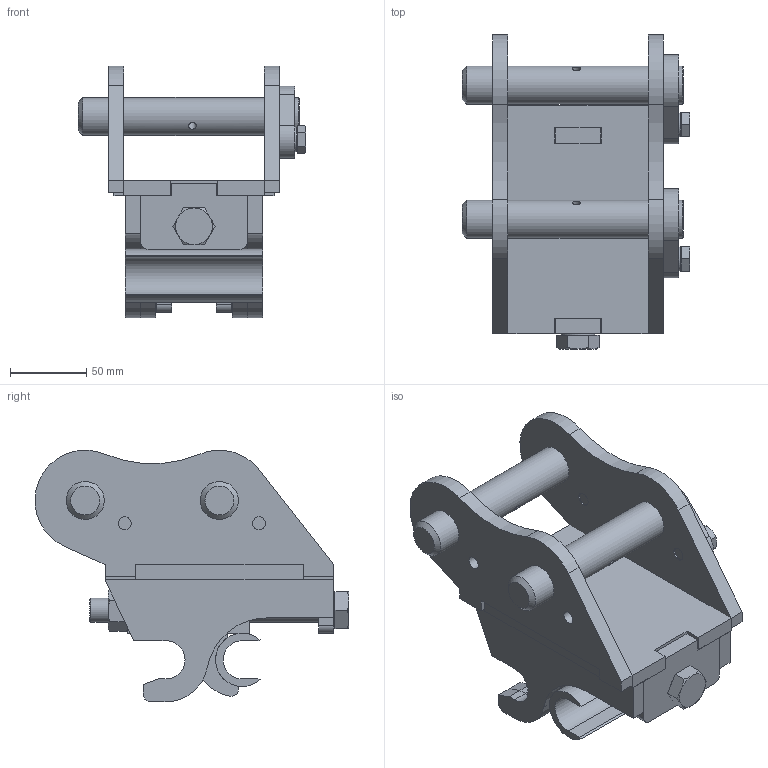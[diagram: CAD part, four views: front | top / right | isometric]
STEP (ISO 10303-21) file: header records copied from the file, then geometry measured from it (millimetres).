
FILE_DESCRIPTION(('FreeCAD Model'),'2;1');
FILE_NAME('Open CASCADE Shape Model','2025-05-09T11:44:22',('FreeCAD'),( 'FreeCAD'),'Open CASCADE STEP processor 7.6','FreeCAD','Unknown');
FILE_SCHEMA(('AUTOMOTIVE_DESIGN { 1 0 10303 214 1 1 1 1 }'));
Length unit declared in the file: millimetre
Products named in the file (1): Open CASCADE STEP translator 7.6 1
Bounding box: 149.4 x 205.93 x 164.95 mm (x, y, z)
Volume: 931827.7 mm3; surface area: 272665.2 mm2
Topology: 30 solids, 31 shells, 508 faces, 1235 edges, 805 vertices
Faces by surface type: plane 278, cone 107, cylinder 90, torus 25, bspline 4, sphere 4
Full cylindrical faces by diameter (mm): 1.8 x2, 2.6 x2, 5 x4, 6 x2, 8.5 x4, 9.732 x2, 10.5 x2, 12.9 x2, 14 x1, 14.63 x2, 15.682 x1, 16 x2, 20 x2, 22 x1, 25 x6, 25.2 x2
Entity records: 16420 total; most frequent: CARTESIAN_POINT 4747, ORIENTED_EDGE 2404, DIRECTION 2319, EDGE_CURVE 1204, AXIS2_PLACEMENT_3D 874, VERTEX_POINT 773, FACE_BOUND 580, EDGE_LOOP 580
